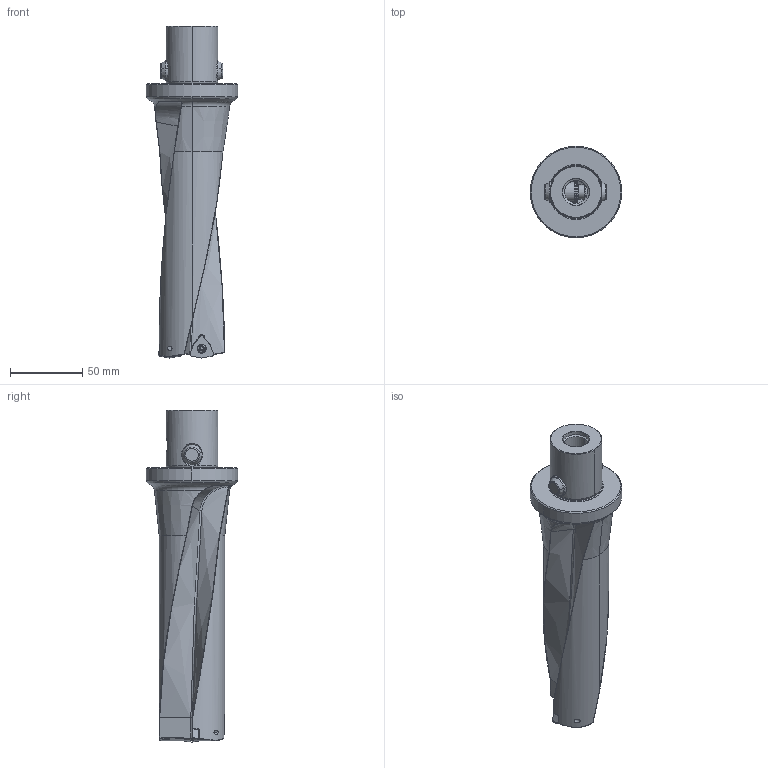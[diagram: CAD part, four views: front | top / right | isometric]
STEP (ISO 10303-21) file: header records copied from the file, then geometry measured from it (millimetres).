
FILE_DESCRIPTION(('no description'),'unknown implementation level');
FILE_NAME('03FCE028-4857-4B55-981F-F5B602DA153A_export.stp',' ',('CIMSOURCE GmbH'),('CADClick - KiM GmbH - www.kimweb.de'),'unknown preprocess','ACIS','unknown authorization');
FILE_SCHEMA(('automotive_design'));
Length unit declared in the file: millimetre
Products named in the file (7): 336.747 Kaiser WB 47-141 X CK6|694.143 Kaiser ETL M4 X 11,8 T15 IP 10S_Standard;NONE; 336.747 Kaiser WB 47-141 X CK6|336.747 Kaiser WB 47-141 X CK6_Standard-2;NONE; 336.747 Kaiser WB 47-141 X CK6|336.747 Kaiser WB 47-141 X CK6_Standard-1;NONE; 336.747 Kaiser WB 47-141 X CK6|336.747 Kaiser WB 47-141 X CK6_Standard;NONE; 336.747 Kaiser WB 47-141 X CK6|691.506 Kaiser ETL D14 X 43K_Standard|693.305 Sprengring_Standard;NONE; 336.747 Kaiser WB 47-141 X CK6|691.506 Kaiser ETL D14 X 43K_Standard|691.526 Mitnehmerbolzen_Standard;NONE
Bounding box: 63.5 x 63.5 x 230 mm (x, y, z)
Volume: 253096.3 mm3; surface area: 49663.9 mm2
Topology: 7 solids, 7 shells, 371 faces, 906 edges, 545 vertices
Faces by surface type: cylinder 115, plane 83, cone 71, bspline 46, torus 43, sphere 13
Entity records: 51796 total; most frequent: CARTESIAN_POINT 32958, STYLED_ITEM 1820, PRESENTATION_STYLE_ASSIGNMENT 1820, COLOUR_RGB 1820, DIRECTION 1799, ORIENTED_EDGE 1794, EDGE_CURVE 897, CURVE_STYLE 897
